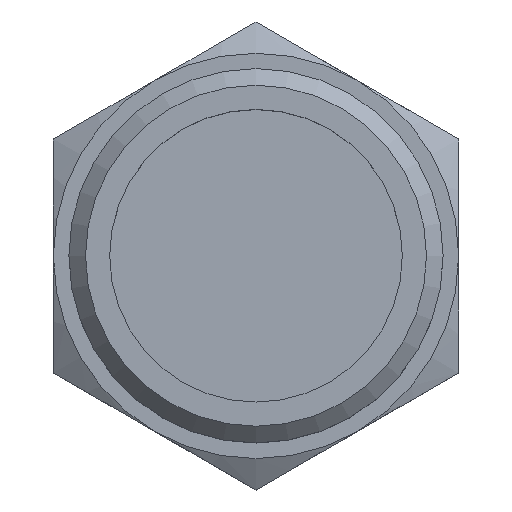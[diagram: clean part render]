
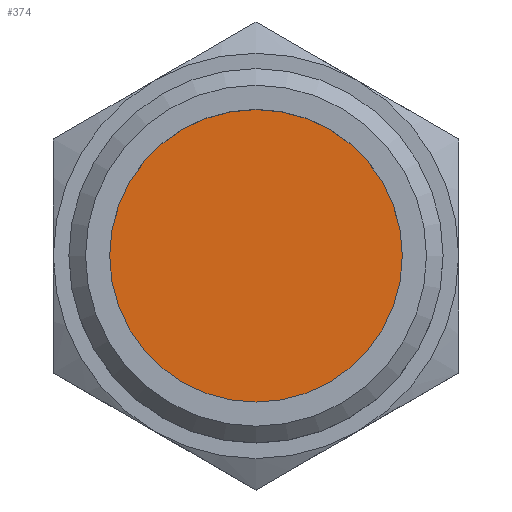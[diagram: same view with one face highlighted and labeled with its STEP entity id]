
A CAD part, top view. The second image highlights one B-rep face of the part: STEP entity #374.
In plain terms, the highlighted planar face has unit normal (0, 0, 1).
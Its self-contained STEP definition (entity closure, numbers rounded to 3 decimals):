
#36=PLANE('',#422);
#53=CIRCLE('',#423,13.);
#86=ORIENTED_EDGE('',*,*,#188,.F.);
#188=EDGE_CURVE('',#233,#233,#53,.T.);
#233=VERTEX_POINT('',#647);
#284=EDGE_LOOP('',(#86));
#322=FACE_BOUND('',#284,.T.);
#374=ADVANCED_FACE('',(#322),#36,.F.);
#422=AXIS2_PLACEMENT_3D('',#645,#486,#487);
#423=AXIS2_PLACEMENT_3D('',#646,#488,#489);
#486=DIRECTION('',(0.,0.,-1.));
#487=DIRECTION('',(-1.,0.,0.));
#488=DIRECTION('',(0.,0.,-1.));
#489=DIRECTION('',(-1.,0.,0.));
#645=CARTESIAN_POINT('',(0.,0.,-10.));
#646=CARTESIAN_POINT('',(0.,0.,-10.));
#647=CARTESIAN_POINT('',(-13.,0.,-10.));
